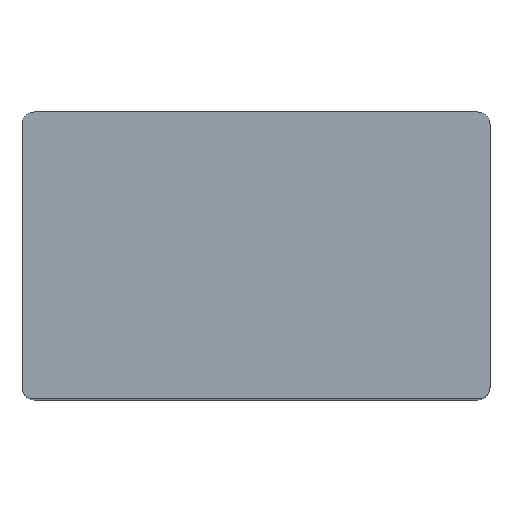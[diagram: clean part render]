
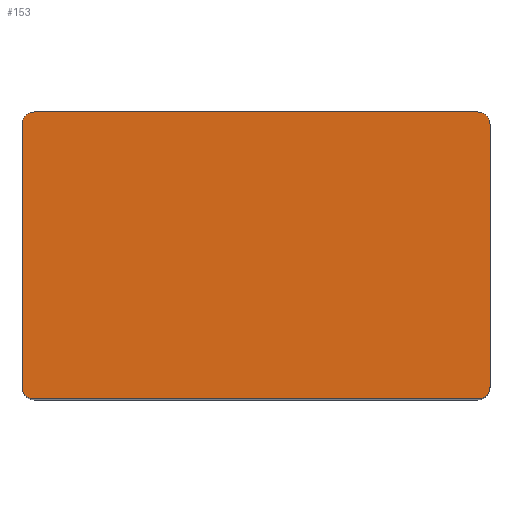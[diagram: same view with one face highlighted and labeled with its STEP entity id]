
A CAD part, top view. The second image highlights one B-rep face of the part: STEP entity #153.
In plain terms, the highlighted planar face has unit normal (0, 0, 1).
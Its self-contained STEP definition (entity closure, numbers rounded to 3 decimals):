
#12=DIRECTION('',(0.,0.,1.));
#27=VECTOR('',#28,1.);
#28=DIRECTION('',(1.,0.,0.));
#31=VERTEX_POINT('',#32);
#32=CARTESIAN_POINT('',(-1.05,2.3,10.6));
#36=EDGE_CURVE('',#31,#37,#39,.T.);
#37=VERTEX_POINT('',#38);
#38=CARTESIAN_POINT('',(6.05,2.3,10.6));
#39=LINE('',#40,#27);
#40=CARTESIAN_POINT('',(-1.25,2.3,10.6));
#46=DIRECTION('',(0.,1.,0.));
#57=DIRECTION('',(0.,0.,1.));
#58=DIRECTION('',(0.,-1.,0.));
#65=VECTOR('',#46,1.);
#73=DIRECTION('',(0.,0.,-1.));
#80=VECTOR('',#81,1.);
#81=DIRECTION('',(-1.,0.,0.));
#95=VECTOR('',#58,1.);
#126=VERTEX_POINT('',#127);
#127=CARTESIAN_POINT('',(-1.25,2.1,10.6));
#130=EDGE_CURVE('',#31,#126,#131,.T.);
#131=CIRCLE('',#132,0.2);
#132=AXIS2_PLACEMENT_3D('',#133,#57,#58);
#133=CARTESIAN_POINT('',(-1.05,2.1,10.6));
#143=VERTEX_POINT('',#144);
#144=CARTESIAN_POINT('',(6.25,2.1,10.6));
#146=ORIENTED_EDGE('',*,*,#147,.F.);
#147=EDGE_CURVE('',#37,#143,#148,.T.);
#148=CIRCLE('',#149,0.2);
#149=AXIS2_PLACEMENT_3D('',#150,#73,#58);
#150=CARTESIAN_POINT('',(6.05,2.1,10.6));
#153=ADVANCED_FACE('',(#154),#188,.T.);
#154=FACE_BOUND('',#155,.T.);
#155=EDGE_LOOP('',(#156,#157,#158,#164,#171,#177,#184,#146));
#156=ORIENTED_EDGE('',*,*,#36,.F.);
#157=ORIENTED_EDGE('',*,*,#130,.T.);
#158=ORIENTED_EDGE('',*,*,#159,.F.);
#159=EDGE_CURVE('',#160,#126,#162,.T.);
#160=VERTEX_POINT('',#161);
#161=CARTESIAN_POINT('',(-1.25,-2.1,10.6));
#162=LINE('',#163,#65);
#163=CARTESIAN_POINT('',(-1.25,-2.3,10.6));
#164=ORIENTED_EDGE('',*,*,#165,.F.);
#165=EDGE_CURVE('',#166,#160,#168,.T.);
#166=VERTEX_POINT('',#167);
#167=CARTESIAN_POINT('',(-1.05,-2.3,10.6));
#168=CIRCLE('',#169,0.2);
#169=AXIS2_PLACEMENT_3D('',#170,#73,#58);
#170=CARTESIAN_POINT('',(-1.05,-2.1,10.6));
#171=ORIENTED_EDGE('',*,*,#172,.F.);
#172=EDGE_CURVE('',#173,#166,#175,.T.);
#173=VERTEX_POINT('',#174);
#174=CARTESIAN_POINT('',(6.05,-2.3,10.6));
#175=LINE('',#176,#80);
#176=CARTESIAN_POINT('',(6.25,-2.3,10.6));
#177=ORIENTED_EDGE('',*,*,#178,.F.);
#178=EDGE_CURVE('',#179,#173,#181,.T.);
#179=VERTEX_POINT('',#180);
#180=CARTESIAN_POINT('',(6.25,-2.1,10.6));
#181=CIRCLE('',#182,0.2);
#182=AXIS2_PLACEMENT_3D('',#183,#73,#58);
#183=CARTESIAN_POINT('',(6.05,-2.1,10.6));
#184=ORIENTED_EDGE('',*,*,#185,.F.);
#185=EDGE_CURVE('',#143,#179,#186,.T.);
#186=LINE('',#187,#95);
#187=CARTESIAN_POINT('',(6.25,2.3,10.6));
#188=PLANE('',#189);
#189=AXIS2_PLACEMENT_3D('',#40,#12,#28);
